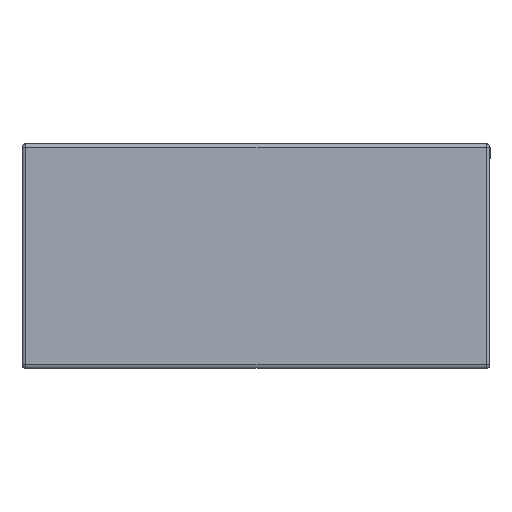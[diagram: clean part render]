
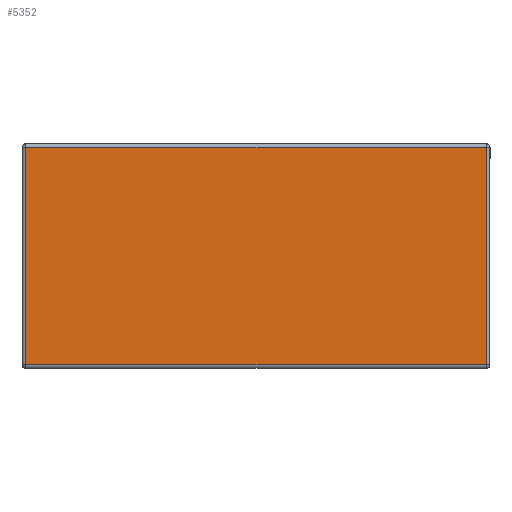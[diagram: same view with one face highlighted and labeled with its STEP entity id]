
A CAD part, left-side view. The second image highlights one B-rep face of the part: STEP entity #5352.
In plain terms, the highlighted planar face has unit normal (-1, 0, 0).
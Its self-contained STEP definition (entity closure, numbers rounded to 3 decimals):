
#641=FACE_OUTER_BOUND('',#959,.T.);
#959=EDGE_LOOP('',(#3722,#3723,#3724,#3725));
#1284=LINE('',#7432,#1768);
#1286=LINE('',#7438,#1770);
#1291=LINE('',#7448,#1775);
#1295=LINE('',#7454,#1779);
#1768=VECTOR('',#6289,10.);
#1770=VECTOR('',#6297,10.);
#1775=VECTOR('',#6308,10.);
#1779=VECTOR('',#6316,10.);
#2251=VERTEX_POINT('',#7405);
#2253=VERTEX_POINT('',#7410);
#2255=VERTEX_POINT('',#7419);
#2258=VERTEX_POINT('',#7426);
#2805=EDGE_CURVE('',#2258,#2253,#1284,.T.);
#2808=EDGE_CURVE('',#2255,#2258,#1286,.T.);
#2814=EDGE_CURVE('',#2251,#2255,#1291,.T.);
#2818=EDGE_CURVE('',#2253,#2251,#1295,.T.);
#3722=ORIENTED_EDGE('',*,*,#2805,.F.);
#3723=ORIENTED_EDGE('',*,*,#2808,.F.);
#3724=ORIENTED_EDGE('',*,*,#2814,.F.);
#3725=ORIENTED_EDGE('',*,*,#2818,.F.);
#5199=PLANE('',#5856);
#5352=ADVANCED_FACE('',(#641),#5199,.T.);
#5856=AXIS2_PLACEMENT_3D('',#7465,#6331,#6332);
#6289=DIRECTION('',(0.,1.,0.));
#6297=DIRECTION('',(0.,0.,-1.));
#6308=DIRECTION('',(0.,-1.,0.));
#6316=DIRECTION('',(0.,0.,1.));
#6331=DIRECTION('center_axis',(-1.,0.,0.));
#6332=DIRECTION('ref_axis',(0.,-1.,0.));
#7405=CARTESIAN_POINT('',(-0.187,0.59,1.24));
#7410=CARTESIAN_POINT('',(-0.187,0.59,0.01));
#7419=CARTESIAN_POINT('',(-0.187,0.01,1.24));
#7426=CARTESIAN_POINT('',(-0.187,0.01,0.01));
#7432=CARTESIAN_POINT('',(-0.187,0.45,0.01));
#7438=CARTESIAN_POINT('',(-0.187,0.01,0.));
#7448=CARTESIAN_POINT('',(-0.187,0.45,1.24));
#7454=CARTESIAN_POINT('',(-0.187,0.59,0.));
#7465=CARTESIAN_POINT('Origin',(-0.187,0.6,0.));
